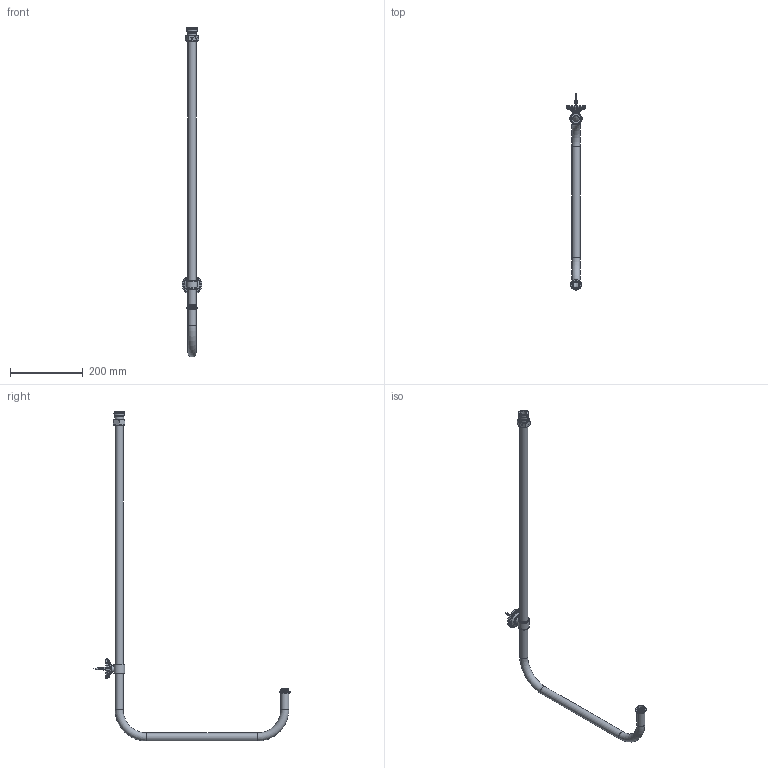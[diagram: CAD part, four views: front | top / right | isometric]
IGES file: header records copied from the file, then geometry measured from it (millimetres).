
Global section: file name: No Iges File Name specified; native system: Autodesk Inventor 2012; preprocessor: AutoDesk Inventor Iges Exporter R2012; author: adaniels; date: 20120627.114651; units: millimetre
Bounding box: 54 x 538.55 x 904.5 mm (x, y, z)
Volume: 140338.2 mm3; surface area: 212710.8 mm2
Topology: 15 solids, 15 shells, 394 faces, 1003 edges, 643 vertices
Faces by surface type: plane 255, revolution 54, cylinder 42, cone 26, torus 17
Full cylindrical faces by diameter (mm): 3.14 x1, 4 x2, 4.165 x1, 8.3 x1, 9.5 x2, 19 x1, 20.95 x1, 22 x3, 24.1 x1, 25 x3, 25.99 x2, 28 x1, 28.1 x1, 28.575 x1, 30 x2, 46 x1, 50 x1, 54 x1
